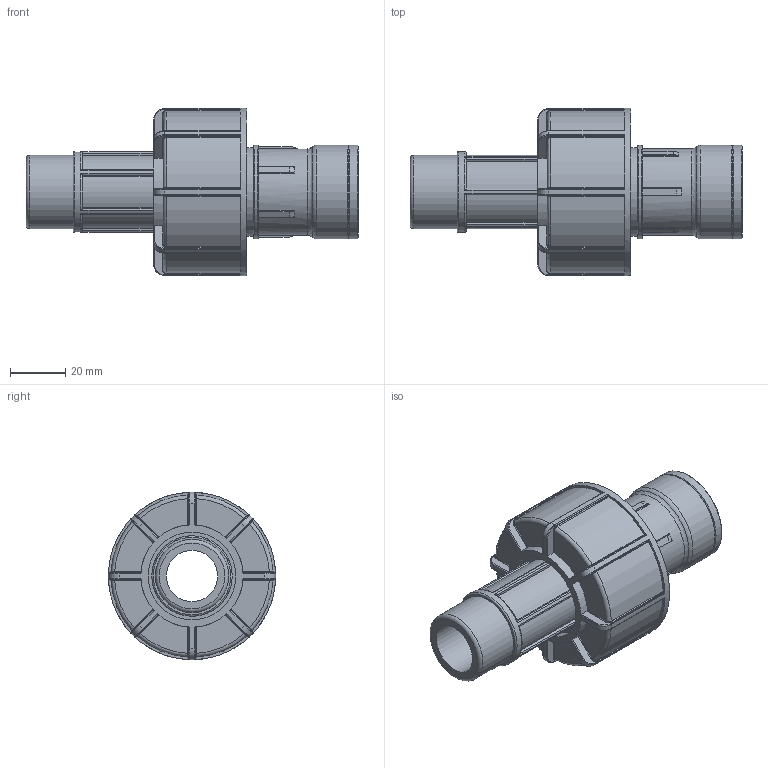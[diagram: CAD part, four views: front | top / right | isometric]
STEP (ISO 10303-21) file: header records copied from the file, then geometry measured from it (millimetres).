
FILE_DESCRIPTION(/* description */ ('PLASSON L.14 UNION ADAPTOR MALE/FEMALE (SILVER) 3/4-3/4"'),/* implementation_level */ '2;1');
FILE_NAME(/* name */ '1403R007007.ipt.stp',/* time_stamp */ '2018-04-09T13:03:25+03:00',/* author */ ('KIM'),/* organization */ (''),/* preprocessor_version */ 'ST-DEVELOPER v15.6',/* originating_system */ 'Autodesk Inventor 2015',/* authorisation */ '');
FILE_SCHEMA (('AUTOMOTIVE_DESIGN { 1 0 10303 214 3 1 1 }'));
Length unit declared in the file: millimetre
Products named in the file (1): 1403R007007
Bounding box: 120 x 60.5 x 60.5 mm (x, y, z)
Volume: 110258 mm3; surface area: 28666.3 mm2
Topology: 1 solids, 1 shells, 267 faces, 713 edges, 455 vertices
Faces by surface type: cylinder 126, plane 77, bspline 33, torus 29, cone 2
Full cylindrical faces by diameter (mm): 18.509 x1, 24.117 x1, 26.441 x1, 29.085 x1, 31.352 x1, 31.729 x1, 32.076 x1, 33.764 x3, 60.5 x1
Entity records: 9548 total; most frequent: CARTESIAN_POINT 3158, ORIENTED_EDGE 1376, DIRECTION 1263, EDGE_CURVE 688, AXIS2_PLACEMENT_3D 492, VERTEX_POINT 450, EDGE_LOOP 296, LINE 279
